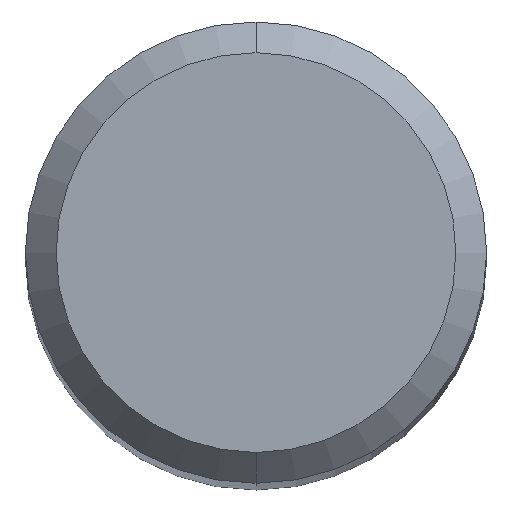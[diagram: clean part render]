
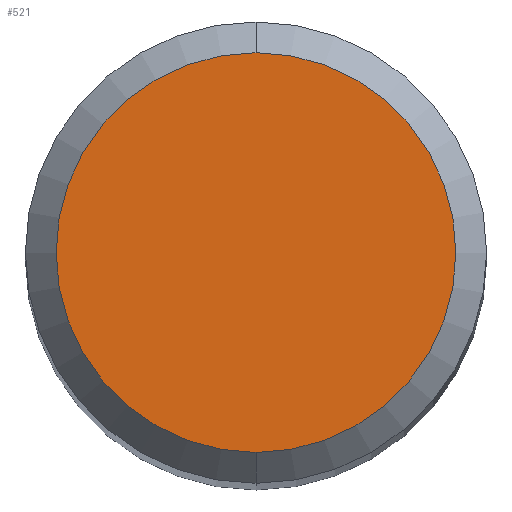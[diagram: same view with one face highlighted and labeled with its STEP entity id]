
A CAD part, top view. The second image highlights one B-rep face of the part: STEP entity #521.
In plain terms, the highlighted planar face has unit normal (0, 0, 1).
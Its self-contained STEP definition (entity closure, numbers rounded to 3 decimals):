
#399=EDGE_CURVE('',#715,#841,#1015,.T.);
#521=ADVANCED_FACE('',(#1155),#1156,.T.);
#715=VERTEX_POINT('',#1363);
#737=EDGE_CURVE('',#841,#715,#1386,.T.);
#841=VERTEX_POINT('',#1500);
#1015=CIRCLE('',#1844,2.6);
#1155=FACE_OUTER_BOUND('',#3479,.T.);
#1156=PLANE('',#3480);
#1363=CARTESIAN_POINT('',(0.,-2.6,0.0));
#1386=CIRCLE('',#4897,2.6);
#1500=CARTESIAN_POINT('',(0.0,2.6,0.0));
#1844=AXIS2_PLACEMENT_3D('',#6384,#6385,#6386);
#3479=EDGE_LOOP('',(#6565,#6566));
#3480=AXIS2_PLACEMENT_3D('',#6567,#6568,#6569);
#4897=AXIS2_PLACEMENT_3D('',#6786,#6787,#6788);
#6384=CARTESIAN_POINT('',(0.0,0.0,0.0));
#6385=DIRECTION('',(0.0,0.0,-1.0));
#6386=DIRECTION('',(0.0,1.0,0.0));
#6565=ORIENTED_EDGE('',*,*,#737,.F.);
#6566=ORIENTED_EDGE('',*,*,#399,.F.);
#6567=CARTESIAN_POINT('',(0.0,1.3,0.0));
#6568=DIRECTION('',(-0.0,0.0,1.0));
#6569=DIRECTION('',(0.0,-1.0,0.0));
#6786=CARTESIAN_POINT('',(0.0,0.0,0.0));
#6787=DIRECTION('',(0.0,0.0,-1.0));
#6788=DIRECTION('',(0.0,1.0,0.0));
